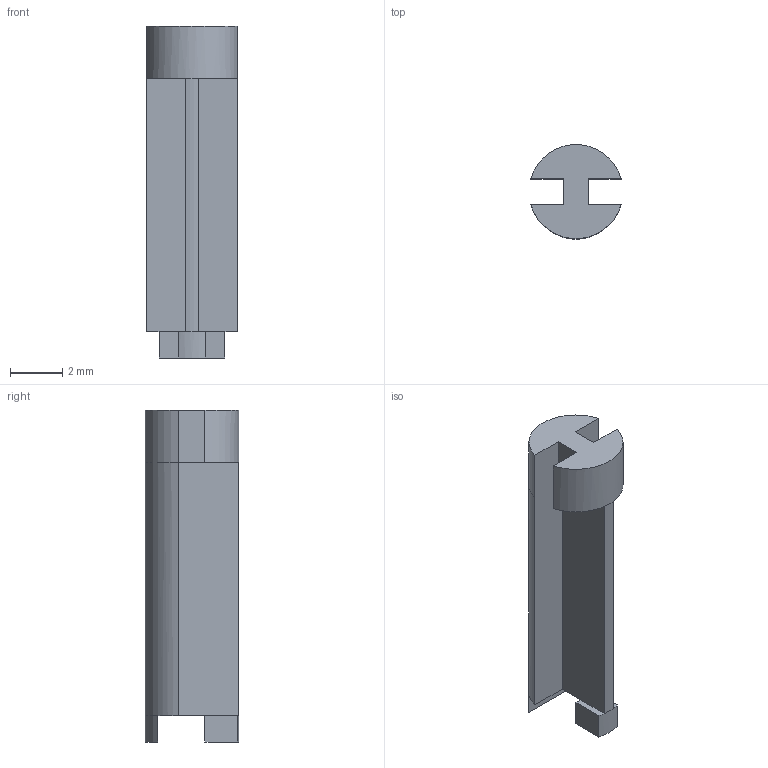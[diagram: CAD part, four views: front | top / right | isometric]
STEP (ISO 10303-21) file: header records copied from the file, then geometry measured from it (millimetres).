
FILE_DESCRIPTION(/* description */ (''),/* implementation_level */ '2;1');
FILE_NAME(/* name */ 'ESSENTRA_LEDS1E-8-01.stp',/* time_stamp */ '2017-05-04T13:44:07+02:00',/* author */ ('jchouvet'),/* organization */ (''),/* preprocessor_version */ 'ST-DEVELOPER v16.1',/* originating_system */ 'AutoCAD Mechanical',/* authorisation */ '');
FILE_SCHEMA (('AUTOMOTIVE_DESIGN { 1 0 10303 214 3 1 1 }'));
Length unit declared in the file: millimetre
Products named in the file (1): Product
Bounding box: 3.46 x 3.59 x 12.7 mm (x, y, z)
Volume: 60.5 mm3; surface area: 181.6 mm2
Topology: 1 solids, 1 shells, 27 faces, 65 edges, 40 vertices
Faces by surface type: plane 21, cylinder 6
Entity records: 806 total; most frequent: DIRECTION 136, CARTESIAN_POINT 133, ORIENTED_EDGE 130, EDGE_CURVE 65, LINE 50, VECTOR 50, AXIS2_PLACEMENT_3D 43, VERTEX_POINT 40
